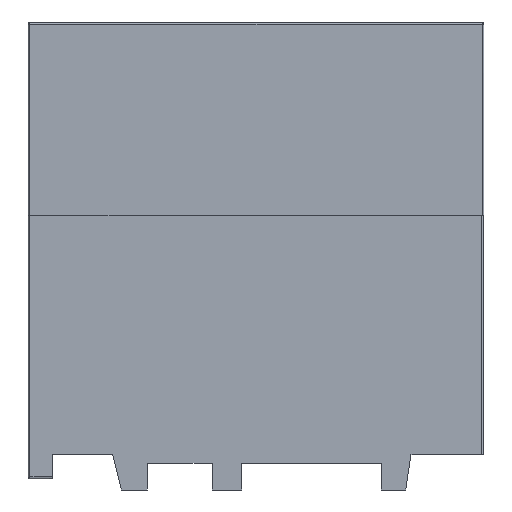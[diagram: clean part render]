
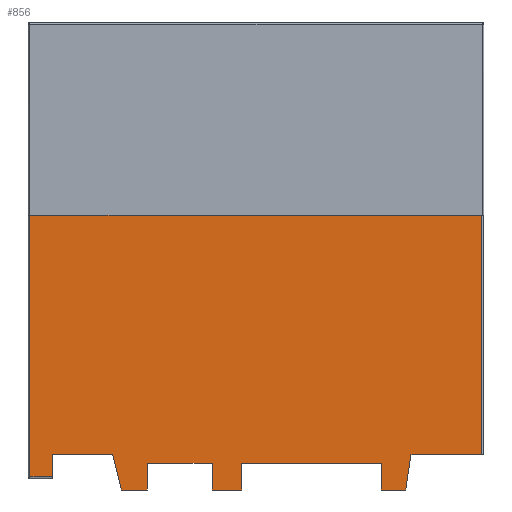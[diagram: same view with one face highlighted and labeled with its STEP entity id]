
A CAD part, left-side view. The second image highlights one B-rep face of the part: STEP entity #856.
In plain terms, the highlighted planar face has unit normal (-1, 0, 0).
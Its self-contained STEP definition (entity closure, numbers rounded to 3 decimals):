
#856=ADVANCED_FACE('',(#2501),#29299,.T.);
#2501=FACE_OUTER_BOUND('',#4171,.T.);
#4171=EDGE_LOOP('',(#6553,#6554,#6555,#6556,#6557,#6558,#6559,#6560,#6561,
#6562,#6563,#6564,#6565,#6566,#6567,#6568,#6569,#6570));
#6553=ORIENTED_EDGE('',*,*,#16339,.T.);
#6554=ORIENTED_EDGE('',*,*,#16340,.T.);
#6555=ORIENTED_EDGE('',*,*,#16338,.T.);
#6556=ORIENTED_EDGE('',*,*,#16337,.T.);
#6557=ORIENTED_EDGE('',*,*,#16325,.T.);
#6558=ORIENTED_EDGE('',*,*,#16447,.T.);
#6559=ORIENTED_EDGE('',*,*,#16326,.T.);
#6560=ORIENTED_EDGE('',*,*,#16327,.T.);
#6561=ORIENTED_EDGE('',*,*,#16328,.T.);
#6562=ORIENTED_EDGE('',*,*,#16329,.T.);
#6563=ORIENTED_EDGE('',*,*,#16330,.T.);
#6564=ORIENTED_EDGE('',*,*,#16331,.T.);
#6565=ORIENTED_EDGE('',*,*,#16332,.T.);
#6566=ORIENTED_EDGE('',*,*,#16333,.T.);
#6567=ORIENTED_EDGE('',*,*,#16334,.T.);
#6568=ORIENTED_EDGE('',*,*,#16796,.T.);
#6569=ORIENTED_EDGE('',*,*,#16335,.T.);
#6570=ORIENTED_EDGE('',*,*,#16336,.T.);
#16325=EDGE_CURVE('',#26276,#26277,#21467,.T.);
#16326=EDGE_CURVE('',#26278,#26279,#21468,.T.);
#16327=EDGE_CURVE('',#26279,#26280,#21469,.T.);
#16328=EDGE_CURVE('',#26280,#26281,#21470,.T.);
#16329=EDGE_CURVE('',#26281,#26282,#21471,.T.);
#16330=EDGE_CURVE('',#26282,#26283,#21472,.T.);
#16331=EDGE_CURVE('',#26283,#26284,#21473,.T.);
#16332=EDGE_CURVE('',#26284,#26285,#21474,.T.);
#16333=EDGE_CURVE('',#26285,#26286,#21475,.T.);
#16334=EDGE_CURVE('',#26286,#26287,#21476,.T.);
#16335=EDGE_CURVE('',#26288,#26289,#21477,.T.);
#16336=EDGE_CURVE('',#26289,#26273,#21478,.T.);
#16337=EDGE_CURVE('',#26275,#26276,#21479,.T.);
#16338=EDGE_CURVE('',#26274,#26275,#21480,.T.);
#16339=EDGE_CURVE('',#26273,#26196,#21481,.T.);
#16340=EDGE_CURVE('',#26196,#26274,#21482,.T.);
#16447=EDGE_CURVE('',#26277,#26278,#21586,.T.);
#16796=EDGE_CURVE('',#26287,#26288,#21912,.T.);
#21467=B_SPLINE_CURVE_WITH_KNOTS('',1,(#43647,#43648),.UNSPECIFIED.,.F.,
 .F.,(2,2),(0.,17.13),.UNSPECIFIED.);
#21468=B_SPLINE_CURVE_WITH_KNOTS('',1,(#43649,#43650),.UNSPECIFIED.,.F.,
 .F.,(2,2),(0.,7.42),.UNSPECIFIED.);
#21469=B_SPLINE_CURVE_WITH_KNOTS('',1,(#43651,#43652),.UNSPECIFIED.,.F.,
 .F.,(2,2),(0.,7.6),.UNSPECIFIED.);
#21470=B_SPLINE_CURVE_WITH_KNOTS('',1,(#43653,#43654),.UNSPECIFIED.,.F.,
 .F.,(2,2),(0.,18.46),.UNSPECIFIED.);
#21471=B_SPLINE_CURVE_WITH_KNOTS('',1,(#43655,#43656),.UNSPECIFIED.,.F.,
 .F.,(2,2),(0.,7.6),.UNSPECIFIED.);
#21472=B_SPLINE_CURVE_WITH_KNOTS('',1,(#43657,#43658),.UNSPECIFIED.,.F.,
 .F.,(2,2),(0.,8.4),.UNSPECIFIED.);
#21473=B_SPLINE_CURVE_WITH_KNOTS('',1,(#43659,#43660),.UNSPECIFIED.,.F.,
 .F.,(2,2),(0.,7.6),.UNSPECIFIED.);
#21474=B_SPLINE_CURVE_WITH_KNOTS('',1,(#43661,#43662),.UNSPECIFIED.,.F.,
 .F.,(2,2),(0.,39.8),.UNSPECIFIED.);
#21475=B_SPLINE_CURVE_WITH_KNOTS('',1,(#43663,#43664),.UNSPECIFIED.,.F.,
 .F.,(2,2),(0.,7.6),.UNSPECIFIED.);
#21476=B_SPLINE_CURVE_WITH_KNOTS('',1,(#43665,#43666),.UNSPECIFIED.,.F.,
 .F.,(2,2),(0.,7.),.UNSPECIFIED.);
#21477=B_SPLINE_CURVE_WITH_KNOTS('',1,(#43667,#43668),.UNSPECIFIED.,.F.,
 .F.,(2,2),(0.,20.14),.UNSPECIFIED.);
#21478=B_SPLINE_CURVE_WITH_KNOTS('',1,(#43669,#43670),.UNSPECIFIED.,.F.,
 .F.,(2,2),(0.,68.29),.UNSPECIFIED.);
#21479=B_SPLINE_CURVE_WITH_KNOTS('',1,(#43671,#43672),.UNSPECIFIED.,.F.,
 .F.,(2,2),(-6.3,0.),.UNSPECIFIED.);
#21480=B_SPLINE_CURVE_WITH_KNOTS('',1,(#43673,#43674),.UNSPECIFIED.,.F.,
 .F.,(2,2),(-6.5,0.),.UNSPECIFIED.);
#21481=B_SPLINE_CURVE_WITH_KNOTS('',1,(#43675,#43676,#43677,#43678),
 .UNSPECIFIED.,.F.,.F.,(2,1,1,2),(-0.149,0.,128.401,
128.701),.UNSPECIFIED.);
#21482=B_SPLINE_CURVE_WITH_KNOTS('',1,(#43679,#43680,#43681),
 .UNSPECIFIED.,.F.,.F.,(2,1,2),(-68.29,0.,6.3),
 .UNSPECIFIED.);
#21586=B_SPLINE_CURVE_WITH_KNOTS('',1,(#43921,#43922,#43923),
 .UNSPECIFIED.,.F.,.F.,(2,1,2),(-10.317,-0.781,0.),
 .UNSPECIFIED.);
#21912=B_SPLINE_CURVE_WITH_KNOTS('',1,(#44693,#44694),.UNSPECIFIED.,.F.,
 .F.,(2,2),(-10.122,0.),.UNSPECIFIED.);
#26196=VERTEX_POINT('',#40428);
#26273=VERTEX_POINT('',#40505);
#26274=VERTEX_POINT('',#40506);
#26275=VERTEX_POINT('',#40507);
#26276=VERTEX_POINT('',#40508);
#26277=VERTEX_POINT('',#40509);
#26278=VERTEX_POINT('',#40510);
#26279=VERTEX_POINT('',#40511);
#26280=VERTEX_POINT('',#40512);
#26281=VERTEX_POINT('',#40513);
#26282=VERTEX_POINT('',#40514);
#26283=VERTEX_POINT('',#40515);
#26284=VERTEX_POINT('',#40516);
#26285=VERTEX_POINT('',#40517);
#26286=VERTEX_POINT('',#40518);
#26287=VERTEX_POINT('',#40519);
#26288=VERTEX_POINT('',#40520);
#26289=VERTEX_POINT('',#40521);
#29299=PLANE('',#30856);
#30856=AXIS2_PLACEMENT_3D('',#36667,#32389,$);
#32389=DIRECTION('',(-1.,0.,0.));
#36667=CARTESIAN_POINT('',(38.578,484.696,-83.226));
#40428=CARTESIAN_POINT('',(38.578,471.201,-91.666));
#40505=CARTESIAN_POINT('',(38.578,342.351,-91.666));
#40506=CARTESIAN_POINT('',(38.578,471.201,-166.256));
#40507=CARTESIAN_POINT('',(38.578,464.701,-166.256));
#40508=CARTESIAN_POINT('',(38.578,464.701,-159.956));
#40509=CARTESIAN_POINT('',(38.578,447.571,-159.956));
#40510=CARTESIAN_POINT('',(38.578,445.071,-169.966));
#40511=CARTESIAN_POINT('',(38.578,437.651,-169.966));
#40512=CARTESIAN_POINT('',(38.578,437.651,-162.366));
#40513=CARTESIAN_POINT('',(38.578,419.191,-162.366));
#40514=CARTESIAN_POINT('',(38.578,419.191,-169.966));
#40515=CARTESIAN_POINT('',(38.578,410.791,-169.966));
#40516=CARTESIAN_POINT('',(38.578,410.791,-162.366));
#40517=CARTESIAN_POINT('',(38.578,370.991,-162.366));
#40518=CARTESIAN_POINT('',(38.578,370.991,-169.966));
#40519=CARTESIAN_POINT('',(38.578,363.991,-169.966));
#40520=CARTESIAN_POINT('',(38.578,362.491,-159.956));
#40521=CARTESIAN_POINT('',(38.578,342.351,-159.956));
#43647=CARTESIAN_POINT('',(38.578,464.701,-159.956));
#43648=CARTESIAN_POINT('',(38.578,447.571,-159.956));
#43649=CARTESIAN_POINT('',(38.578,445.071,-169.966));
#43650=CARTESIAN_POINT('',(38.578,437.651,-169.966));
#43651=CARTESIAN_POINT('',(38.578,437.651,-169.966));
#43652=CARTESIAN_POINT('',(38.578,437.651,-162.366));
#43653=CARTESIAN_POINT('',(38.578,437.651,-162.366));
#43654=CARTESIAN_POINT('',(38.578,419.191,-162.366));
#43655=CARTESIAN_POINT('',(38.578,419.191,-162.366));
#43656=CARTESIAN_POINT('',(38.578,419.191,-169.966));
#43657=CARTESIAN_POINT('',(38.578,419.191,-169.966));
#43658=CARTESIAN_POINT('',(38.578,410.791,-169.966));
#43659=CARTESIAN_POINT('',(38.578,410.791,-169.966));
#43660=CARTESIAN_POINT('',(38.578,410.791,-162.366));
#43661=CARTESIAN_POINT('',(38.578,410.791,-162.366));
#43662=CARTESIAN_POINT('',(38.578,370.991,-162.366));
#43663=CARTESIAN_POINT('',(38.578,370.991,-162.366));
#43664=CARTESIAN_POINT('',(38.578,370.991,-169.966));
#43665=CARTESIAN_POINT('',(38.578,370.991,-169.966));
#43666=CARTESIAN_POINT('',(38.578,363.991,-169.966));
#43667=CARTESIAN_POINT('',(38.578,362.491,-159.956));
#43668=CARTESIAN_POINT('',(38.578,342.351,-159.956));
#43669=CARTESIAN_POINT('',(38.578,342.351,-159.956));
#43670=CARTESIAN_POINT('',(38.578,342.351,-91.666));
#43671=CARTESIAN_POINT('',(38.578,464.701,-166.256));
#43672=CARTESIAN_POINT('',(38.578,464.701,-159.956));
#43673=CARTESIAN_POINT('',(38.578,471.201,-166.256));
#43674=CARTESIAN_POINT('',(38.578,464.701,-166.256));
#43675=CARTESIAN_POINT('',(38.578,342.351,-91.666));
#43676=CARTESIAN_POINT('',(38.578,342.5,-91.666));
#43677=CARTESIAN_POINT('',(38.578,470.901,-91.666));
#43678=CARTESIAN_POINT('',(38.578,471.201,-91.666));
#43679=CARTESIAN_POINT('',(38.578,471.201,-91.666));
#43680=CARTESIAN_POINT('',(38.578,471.201,-159.956));
#43681=CARTESIAN_POINT('',(38.578,471.201,-166.256));
#43921=CARTESIAN_POINT('',(38.578,447.571,-159.956));
#43922=CARTESIAN_POINT('',(38.578,445.261,-169.208));
#43923=CARTESIAN_POINT('',(38.578,445.071,-169.966));
#44693=CARTESIAN_POINT('',(38.578,363.991,-169.966));
#44694=CARTESIAN_POINT('',(38.578,362.491,-159.956));
